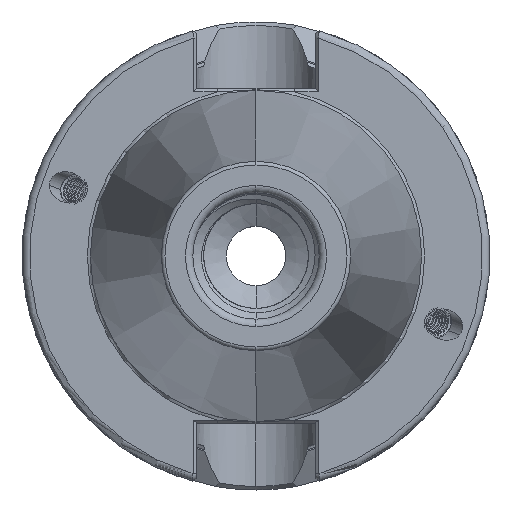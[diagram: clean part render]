
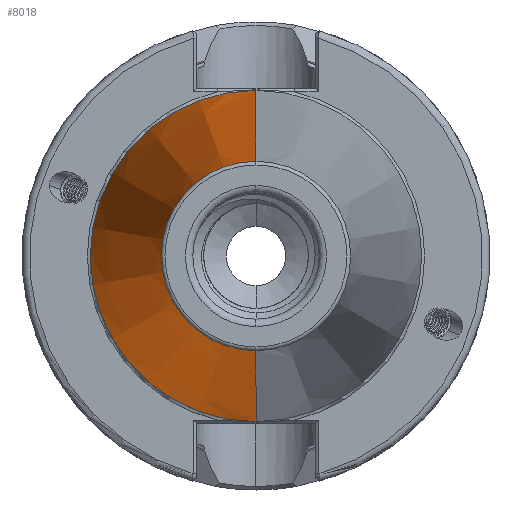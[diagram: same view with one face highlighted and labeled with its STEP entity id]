
A CAD part, left-side view. The second image highlights one B-rep face of the part: STEP entity #8018.
In plain terms, the highlighted conical face has half-angle 8.297 degrees and reference radius 22.298 mm.
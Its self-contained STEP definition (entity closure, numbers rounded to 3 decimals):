
#3336 = CARTESIAN_POINT ( 'NONE',  ( -66.972, 0., -12.75 ) ) ;
#3348 = CARTESIAN_POINT ( 'NONE',  ( -66.972, 0., 12.75 ) ) ;
#3364 = CARTESIAN_POINT ( 'NONE',  ( -1.5, 0., -22.298 ) ) ;
#3398 = CARTESIAN_POINT ( 'NONE',  ( -1.5, 0., 22.298 ) ) ;
#3445 = CARTESIAN_POINT ( 'NONE',  ( -1.5, 0., 22.298 ) ) ;
#3490 = DIRECTION ( 'NONE',  ( 0.99, 0., 0.144 ) ) ;
#3505 = DIRECTION ( 'NONE',  ( 1., 0., 0. ) ) ;
#3506 = DIRECTION ( 'NONE',  ( 0., 0., -1. ) ) ;
#3533 = CARTESIAN_POINT ( 'NONE',  ( -66.972, 0., 0. ) ) ;
#3653 = CARTESIAN_POINT ( 'NONE',  ( -1.5, 0., -22.298 ) ) ;
#3664 = DIRECTION ( 'NONE',  ( 0.99, 0., -0.144 ) ) ;
#3743 = DIRECTION ( 'NONE',  ( 1., 0., 0. ) ) ;
#3755 = CARTESIAN_POINT ( 'NONE',  ( -1.5, 0., 0. ) ) ;
#3756 = DIRECTION ( 'NONE',  ( 0., 0., -1. ) ) ;
#5699 = VERTEX_POINT ( 'NONE', #3348 ) ;
#5706 = VERTEX_POINT ( 'NONE', #3336 ) ;
#5735 = VERTEX_POINT ( 'NONE', #3364 ) ;
#5774 = VERTEX_POINT ( 'NONE', #3445 ) ;
#6423 = EDGE_CURVE ( 'NONE', #5699, #5774, #17039, .T. ) ;
#6430 = EDGE_CURVE ( 'NONE', #5706, #5699, #17023, .T. ) ;
#6458 = EDGE_CURVE ( 'NONE', #5706, #5735, #17077, .T. ) ;
#6468 = EDGE_CURVE ( 'NONE', #5735, #5774, #17049, .T. ) ;
#8018 = ADVANCED_FACE ( 'NONE', ( #17371 ), #17373, .T. ) ;
#17004 = VECTOR ( 'NONE', #3490, 1000. ) ;
#17023 = CIRCLE ( 'NONE', #20549, 12.75 ) ;
#17039 = LINE ( 'NONE', #3398, #17004 ) ;
#17049 = CIRCLE ( 'NONE', #20559, 22.298 ) ;
#17077 = LINE ( 'NONE', #3653, #17083 ) ;
#17083 = VECTOR ( 'NONE', #3664, 1000. ) ;
#17371 = FACE_OUTER_BOUND ( 'NONE', #18597, .T. ) ;
#17373 = CONICAL_SURFACE ( 'NONE', #17888, 22.298, 0.145 ) ;
#17888 = AXIS2_PLACEMENT_3D ( 'NONE', #19144, #19127, #19139 ) ;
#18055 = ORIENTED_EDGE ( 'NONE', *, *, #6458, .F. ) ;
#18153 = ORIENTED_EDGE ( 'NONE', *, *, #6468, .F. ) ;
#18159 = ORIENTED_EDGE ( 'NONE', *, *, #6430, .T. ) ;
#18163 = ORIENTED_EDGE ( 'NONE', *, *, #6423, .T. ) ;
#18597 = EDGE_LOOP ( 'NONE', ( #18159, #18163, #18153, #18055 ) ) ;
#19127 = DIRECTION ( 'NONE',  ( 1., 0., 0. ) ) ;
#19139 = DIRECTION ( 'NONE',  ( 0., 0., -1. ) ) ;
#19144 = CARTESIAN_POINT ( 'NONE',  ( -1.5, 0., 0. ) ) ;
#20549 = AXIS2_PLACEMENT_3D ( 'NONE', #3533, #3505, #3506 ) ;
#20559 = AXIS2_PLACEMENT_3D ( 'NONE', #3755, #3743, #3756 ) ;
